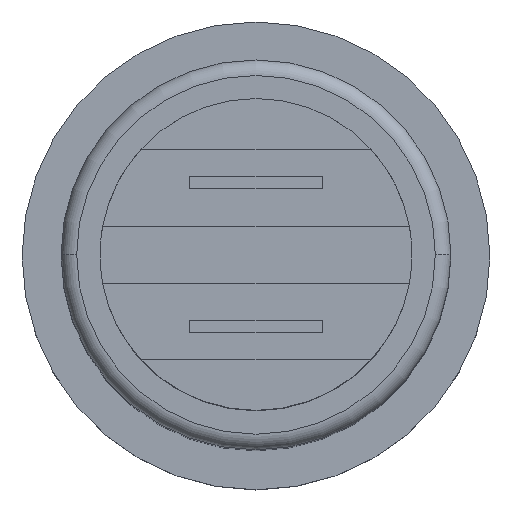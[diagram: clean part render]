
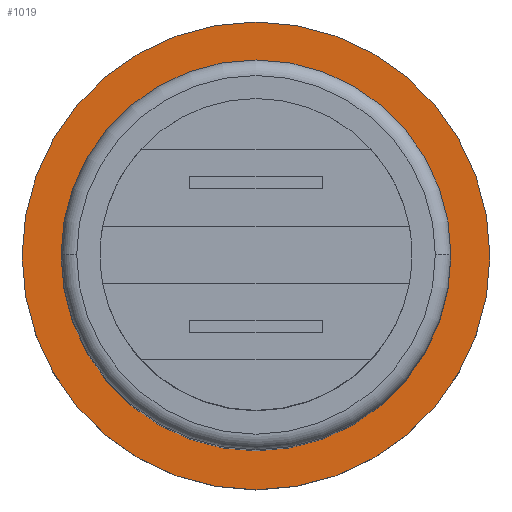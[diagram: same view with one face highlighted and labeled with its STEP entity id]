
A CAD part, top view. The second image highlights one B-rep face of the part: STEP entity #1019.
In plain terms, the highlighted planar face has unit normal (0, 0, 1).
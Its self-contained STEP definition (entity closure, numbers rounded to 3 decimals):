
#961 = VERTEX_POINT ( 'NONE', #1360 ) ;
#974 = EDGE_CURVE ( 'NONE', #976, #961, #1400, .T. ) ;
#976 = VERTEX_POINT ( 'NONE', #1391 ) ;
#985 = ORIENTED_EDGE ( 'NONE', *, *, #1017, .F. ) ;
#987 = EDGE_LOOP ( 'NONE', ( #985, #1013 ) ) ;
#991 = EDGE_CURVE ( 'NONE', #994, #992, #1434, .T. ) ;
#992 = VERTEX_POINT ( 'NONE', #1429 ) ;
#994 = VERTEX_POINT ( 'NONE', #1424 ) ;
#1008 = EDGE_CURVE ( 'NONE', #992, #994, #1457, .T. ) ;
#1012 = ORIENTED_EDGE ( 'NONE', *, *, #1008, .T. ) ;
#1013 = ORIENTED_EDGE ( 'NONE', *, *, #974, .F. ) ;
#1015 = ORIENTED_EDGE ( 'NONE', *, *, #991, .T. ) ;
#1016 = EDGE_LOOP ( 'NONE', ( #1015, #1012 ) ) ;
#1017 = EDGE_CURVE ( 'NONE', #961, #976, #1512, .T. ) ;
#1019 = ADVANCED_FACE ( 'NONE', ( #1507, #1506 ), #1505, .T. ) ;
#1360 = CARTESIAN_POINT ( 'NONE',  ( 12.5, 0., 24. ) ) ;
#1391 = CARTESIAN_POINT ( 'NONE',  ( -12.5, 0., 24. ) ) ;
#1396 = DIRECTION ( 'NONE',  ( 1., 0., 0. ) ) ;
#1397 = DIRECTION ( 'NONE',  ( 0., 0., 1. ) ) ;
#1398 = CARTESIAN_POINT ( 'NONE',  ( 0., 0., 24. ) ) ;
#1399 = AXIS2_PLACEMENT_3D ( 'NONE', #1398, #1397, #1396 ) ;
#1400 = CIRCLE ( 'NONE', #1399, 12.5 ) ;
#1424 = CARTESIAN_POINT ( 'NONE',  ( 15., 0., 24. ) ) ;
#1429 = CARTESIAN_POINT ( 'NONE',  ( -15., 0., 24. ) ) ;
#1430 = DIRECTION ( 'NONE',  ( 1., 0., 0. ) ) ;
#1431 = DIRECTION ( 'NONE',  ( 0., 0., 1. ) ) ;
#1432 = CARTESIAN_POINT ( 'NONE',  ( 0., 0., 24. ) ) ;
#1433 = AXIS2_PLACEMENT_3D ( 'NONE', #1432, #1431, #1430 ) ;
#1434 = CIRCLE ( 'NONE', #1433, 15. ) ;
#1453 = DIRECTION ( 'NONE',  ( 1., 0., 0. ) ) ;
#1454 = DIRECTION ( 'NONE',  ( 0., 0., 1. ) ) ;
#1455 = CARTESIAN_POINT ( 'NONE',  ( 0., 0., 24. ) ) ;
#1456 = AXIS2_PLACEMENT_3D ( 'NONE', #1455, #1454, #1453 ) ;
#1457 = CIRCLE ( 'NONE', #1456, 15. ) ;
#1501 = DIRECTION ( 'NONE',  ( 1., 0., 0. ) ) ;
#1502 = DIRECTION ( 'NONE',  ( 0., 0., 1. ) ) ;
#1503 = AXIS2_PLACEMENT_3D ( 'NONE', #1504, #1502, #1501 ) ;
#1504 = CARTESIAN_POINT ( 'NONE',  ( 0., 0., 24. ) ) ;
#1505 = PLANE ( 'NONE',  #1503 ) ;
#1506 = FACE_OUTER_BOUND ( 'NONE', #1016, .T. ) ;
#1507 = FACE_BOUND ( 'NONE', #987, .T. ) ;
#1508 = DIRECTION ( 'NONE',  ( 1., 0., 0. ) ) ;
#1509 = DIRECTION ( 'NONE',  ( 0., 0., 1. ) ) ;
#1510 = CARTESIAN_POINT ( 'NONE',  ( 0., 0., 24. ) ) ;
#1511 = AXIS2_PLACEMENT_3D ( 'NONE', #1510, #1509, #1508 ) ;
#1512 = CIRCLE ( 'NONE', #1511, 12.5 ) ;
